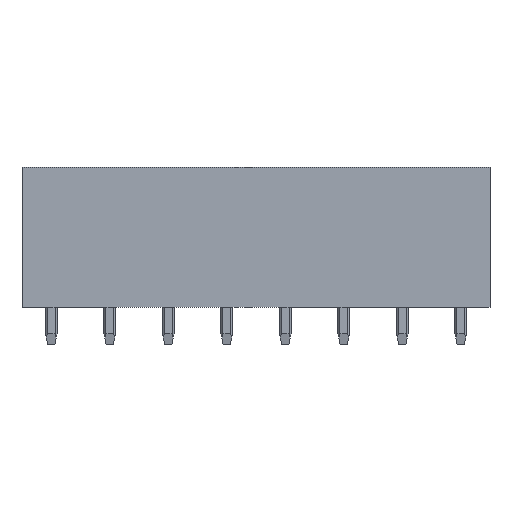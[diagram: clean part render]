
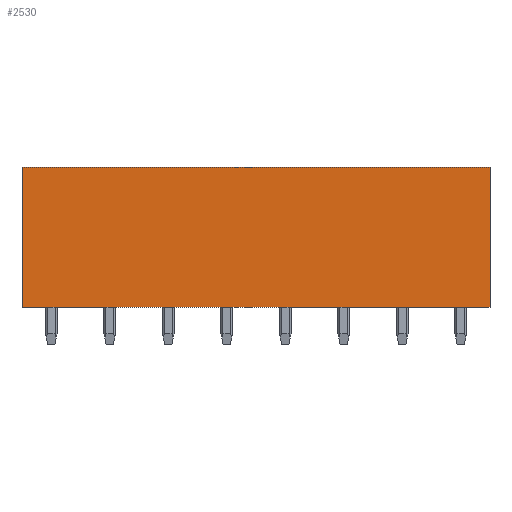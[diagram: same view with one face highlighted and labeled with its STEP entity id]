
A CAD part, front view. The second image highlights one B-rep face of the part: STEP entity #2530.
In plain terms, the highlighted planar face has unit normal (0, -1, 0).
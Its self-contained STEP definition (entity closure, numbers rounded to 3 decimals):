
#2517=AXIS2_PLACEMENT_3D('Plane Axis2P3D',#2514,#2515,#2516) ;
#695=CARTESIAN_POINT('Vertex',(40.,0.,3.2)) ;
#698=CARTESIAN_POINT('Line Origine',(20.,0.,3.2)) ;
#702=CARTESIAN_POINT('Vertex',(0.,0.,3.2)) ;
#1352=CARTESIAN_POINT('Vertex',(40.,0.,15.2)) ;
#1355=CARTESIAN_POINT('Line Origine',(40.,0.,9.2)) ;
#1411=CARTESIAN_POINT('Line Origine',(0.,0.,9.2)) ;
#1415=CARTESIAN_POINT('Vertex',(0.,0.,15.2)) ;
#2514=CARTESIAN_POINT('Axis2P3D Location',(0.,0.,3.2)) ;
#2519=CARTESIAN_POINT('Line Origine',(20.,0.,15.2)) ;
#699=DIRECTION('Vector Direction',(1.,0.,0.)) ;
#1356=DIRECTION('Vector Direction',(0.,0.,1.)) ;
#1412=DIRECTION('Vector Direction',(0.,0.,1.)) ;
#2515=DIRECTION('Axis2P3D Direction',(0.,1.,0.)) ;
#2516=DIRECTION('Axis2P3D XDirection',(0.,0.,1.)) ;
#2520=DIRECTION('Vector Direction',(1.,0.,0.)) ;
#700=VECTOR('Line Direction',#699,1.) ;
#1357=VECTOR('Line Direction',#1356,1.) ;
#1413=VECTOR('Line Direction',#1412,1.) ;
#2521=VECTOR('Line Direction',#2520,1.) ;
#2525=ORIENTED_EDGE('',*,*,#1359,.T.) ;
#2526=ORIENTED_EDGE('',*,*,#2523,.F.) ;
#2527=ORIENTED_EDGE('',*,*,#1417,.F.) ;
#2528=ORIENTED_EDGE('',*,*,#704,.T.) ;
#2530=ADVANCED_FACE('Housing',(#2529),#2518,.F.) ;
#704=EDGE_CURVE('',#703,#696,#701,.T.) ;
#1359=EDGE_CURVE('',#696,#1353,#1358,.T.) ;
#1417=EDGE_CURVE('',#703,#1416,#1414,.T.) ;
#2523=EDGE_CURVE('',#1416,#1353,#2522,.T.) ;
#2524=EDGE_LOOP('',(#2525,#2526,#2527,#2528)) ;
#2529=FACE_OUTER_BOUND('',#2524,.T.) ;
#701=LINE('Line',#698,#700) ;
#1358=LINE('Line',#1355,#1357) ;
#1414=LINE('Line',#1411,#1413) ;
#2522=LINE('Line',#2519,#2521) ;
#2518=PLANE('',#2517) ;
#696=VERTEX_POINT('',#695) ;
#703=VERTEX_POINT('',#702) ;
#1353=VERTEX_POINT('',#1352) ;
#1416=VERTEX_POINT('',#1415) ;
